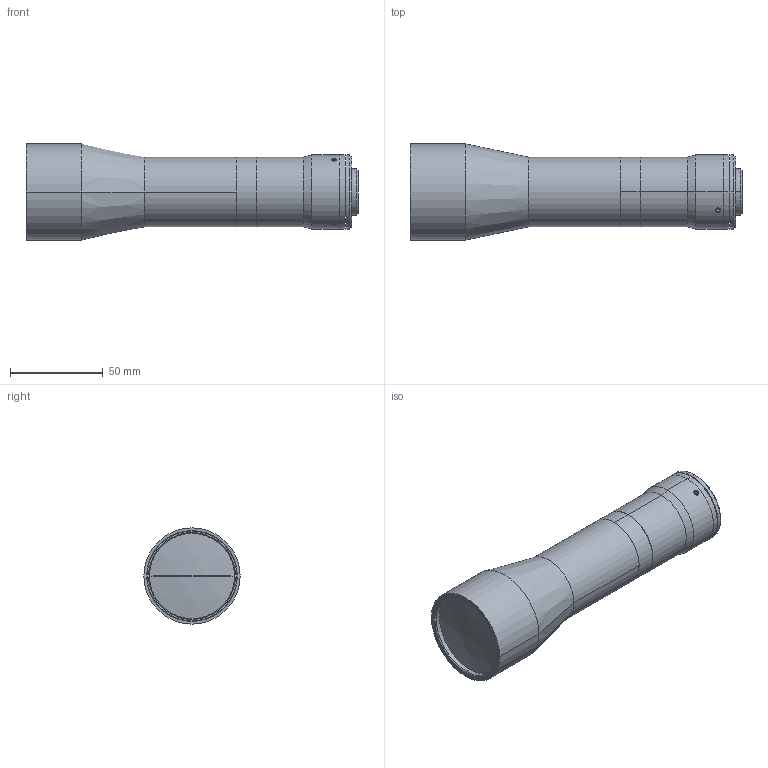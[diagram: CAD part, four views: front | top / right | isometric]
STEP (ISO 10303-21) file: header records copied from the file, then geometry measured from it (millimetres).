
FILE_DESCRIPTION (( 'STEP AP203' ), '1' );
FILE_NAME ('DP31758-A_TCLWD055-110-3M.step', '2022-02-15T11:14:58', ( '' ), ( '' ), 'SwSTEP 2.0', 'SolidWorks 2021', '' );
FILE_SCHEMA (( 'CONFIG_CONTROL_DESIGN' ));
Length unit declared in the file: millimetre
Products named in the file (1): DP31758-A_TCLWD055-110-3M
Bounding box: 179.18 x 52 x 52 mm (x, y, z)
Surface area: 32844.7 mm2 (no closed solid volume)
Topology: 0 solids, 13 shells, 85 faces, 234 edges, 163 vertices
Faces by surface type: plane 40, cylinder 26, cone 17, sphere 2
Entity records: 3010 total; most frequent: CARTESIAN_POINT 723, DIRECTION 497, ORIENTED_EDGE 382, EDGE_CURVE 234, AXIS2_PLACEMENT_3D 193, VERTEX_POINT 163, VECTOR 111, LINE 111
